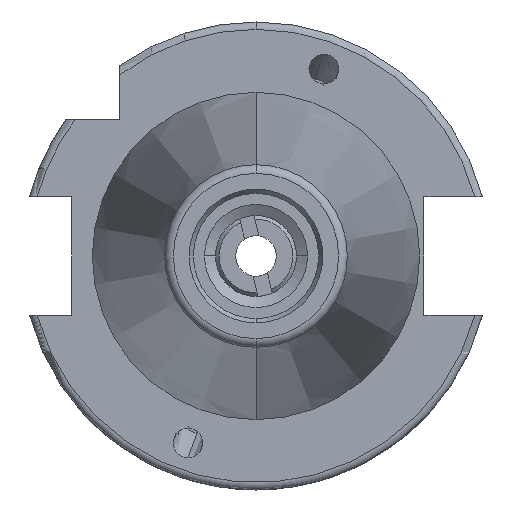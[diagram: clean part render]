
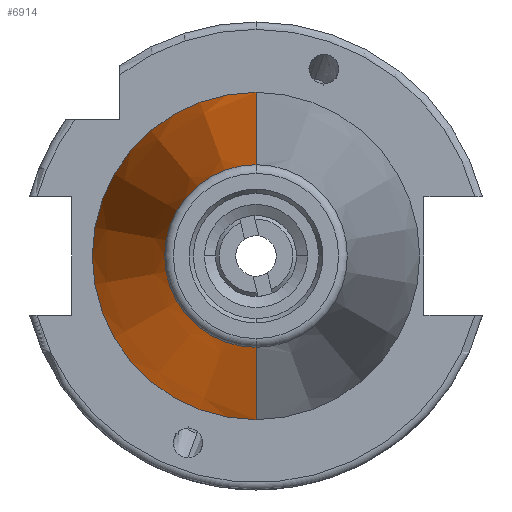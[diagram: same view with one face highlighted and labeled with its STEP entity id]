
A CAD part, left-side view. The second image highlights one B-rep face of the part: STEP entity #6914.
In plain terms, the highlighted conical face has half-angle 8.297 degrees and reference radius 22.225 mm.
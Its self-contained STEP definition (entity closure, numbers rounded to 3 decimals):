
#48 = AXIS2_PLACEMENT_3D ( 'NONE', #2676, #1608, #3229 ) ;
#617 = VERTEX_POINT ( 'NONE', #5527 ) ;
#763 = DIRECTION ( 'NONE',  ( -1., 0., 0. ) ) ;
#792 = DIRECTION ( 'NONE',  ( -1., 0., 0. ) ) ;
#893 = AXIS2_PLACEMENT_3D ( 'NONE', #4009, #792, #4564 ) ;
#1410 = CARTESIAN_POINT ( 'NONE',  ( 0., 22.225, 0. ) ) ;
#1574 = EDGE_CURVE ( 'NONE', #3757, #5311, #5797, .T. ) ;
#1608 = DIRECTION ( 'NONE',  ( 1., 0., 0. ) ) ;
#1834 = EDGE_CURVE ( 'NONE', #617, #2134, #3866, .T. ) ;
#2134 = VERTEX_POINT ( 'NONE', #1410 ) ;
#2348 = CARTESIAN_POINT ( 'NONE',  ( 0., 22.225, 0. ) ) ;
#2450 = VECTOR ( 'NONE', #3080, 1000. ) ;
#2513 = ORIENTED_EDGE ( 'NONE', *, *, #1834, .F. ) ;
#2676 = CARTESIAN_POINT ( 'NONE',  ( 0., 0., 0. ) ) ;
#2931 = VECTOR ( 'NONE', #6706, 1000. ) ;
#3080 = DIRECTION ( 'NONE',  ( 0.99, 0.144, 0. ) ) ;
#3229 = DIRECTION ( 'NONE',  ( 0., 1., 0. ) ) ;
#3323 = EDGE_CURVE ( 'NONE', #3757, #617, #3604, .T. ) ;
#3469 = CARTESIAN_POINT ( 'NONE',  ( -67.373, -12.4, 0. ) ) ;
#3604 = CIRCLE ( 'NONE', #893, 12.4 ) ;
#3757 = VERTEX_POINT ( 'NONE', #3469 ) ;
#3866 = LINE ( 'NONE', #2348, #2450 ) ;
#3991 = CARTESIAN_POINT ( 'NONE',  ( 0., 0., 0. ) ) ;
#4009 = CARTESIAN_POINT ( 'NONE',  ( -67.373, 0., 0. ) ) ;
#4301 = FACE_OUTER_BOUND ( 'NONE', #6176, .T. ) ;
#4539 = DIRECTION ( 'NONE',  ( 0., -1., 0. ) ) ;
#4564 = DIRECTION ( 'NONE',  ( 0., -1., 0. ) ) ;
#4645 = AXIS2_PLACEMENT_3D ( 'NONE', #3991, #763, #4539 ) ;
#4918 = CARTESIAN_POINT ( 'NONE',  ( 0., -22.225, 0. ) ) ;
#5311 = VERTEX_POINT ( 'NONE', #4918 ) ;
#5350 = EDGE_CURVE ( 'NONE', #5311, #2134, #6349, .T. ) ;
#5492 = ORIENTED_EDGE ( 'NONE', *, *, #3323, .F. ) ;
#5527 = CARTESIAN_POINT ( 'NONE',  ( -67.373, 12.4, 0. ) ) ;
#5797 = LINE ( 'NONE', #6978, #2931 ) ;
#6176 = EDGE_LOOP ( 'NONE', ( #5492, #6484, #6184, #2513 ) ) ;
#6184 = ORIENTED_EDGE ( 'NONE', *, *, #5350, .T. ) ;
#6349 = CIRCLE ( 'NONE', #4645, 22.225 ) ;
#6484 = ORIENTED_EDGE ( 'NONE', *, *, #1574, .T. ) ;
#6699 = CONICAL_SURFACE ( 'NONE', #48, 22.225, 0.145 ) ;
#6706 = DIRECTION ( 'NONE',  ( 0.99, -0.144, 0. ) ) ;
#6914 = ADVANCED_FACE ( 'NONE', ( #4301 ), #6699, .T. ) ;
#6978 = CARTESIAN_POINT ( 'NONE',  ( 0., -22.225, 0. ) ) ;
